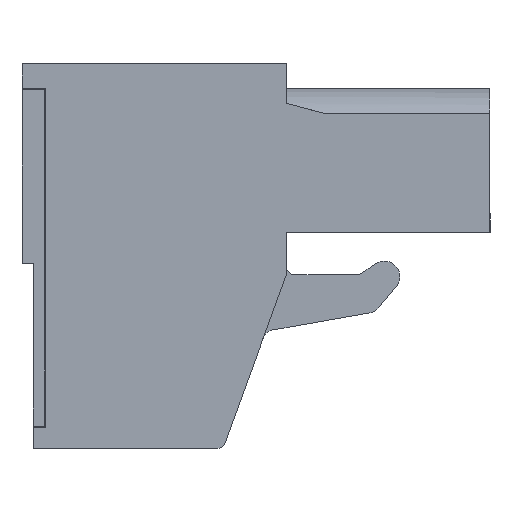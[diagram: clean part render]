
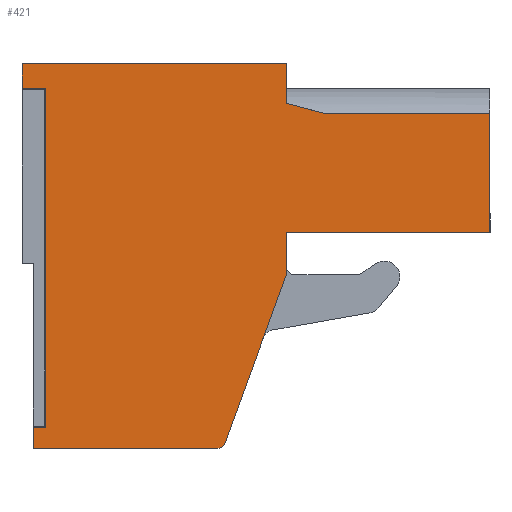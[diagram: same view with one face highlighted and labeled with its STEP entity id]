
A CAD part, front view. The second image highlights one B-rep face of the part: STEP entity #421.
In plain terms, the highlighted planar face has unit normal (0, -1, 0).
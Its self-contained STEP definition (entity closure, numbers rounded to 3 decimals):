
#421 = ADVANCED_FACE( '', ( #990 ), #991, .F. );
#990 = FACE_OUTER_BOUND( '', #1725, .T. );
#991 = PLANE( '', #1726 );
#1725 = EDGE_LOOP( '', ( #2932, #2933, #2934, #2935, #2936, #2937, #2938, #2939, #2940, #2941, #2942, #2943, #2944, #2945, #2946 ) );
#1726 = AXIS2_PLACEMENT_3D( '', #2947, #2948, #2949 );
#2932 = ORIENTED_EDGE( '', *, *, #4556, .F. );
#2933 = ORIENTED_EDGE( '', *, *, #4557, .T. );
#2934 = ORIENTED_EDGE( '', *, *, #4260, .F. );
#2935 = ORIENTED_EDGE( '', *, *, #4254, .F. );
#2936 = ORIENTED_EDGE( '', *, *, #4558, .F. );
#2937 = ORIENTED_EDGE( '', *, *, #4250, .T. );
#2938 = ORIENTED_EDGE( '', *, *, #4286, .F. );
#2939 = ORIENTED_EDGE( '', *, *, #4559, .F. );
#2940 = ORIENTED_EDGE( '', *, *, #4390, .T. );
#2941 = ORIENTED_EDGE( '', *, *, #4560, .F. );
#2942 = ORIENTED_EDGE( '', *, *, #4561, .T. );
#2943 = ORIENTED_EDGE( '', *, *, #4562, .F. );
#2944 = ORIENTED_EDGE( '', *, *, #4563, .F. );
#2945 = ORIENTED_EDGE( '', *, *, #4564, .F. );
#2946 = ORIENTED_EDGE( '', *, *, #4565, .F. );
#2947 = CARTESIAN_POINT( '', ( 92.3, 20.4, -0.7 ) );
#2948 = DIRECTION( '', ( 0., 1., 0. ) );
#2949 = DIRECTION( '', ( 1., 0., 0. ) );
#4250 = EDGE_CURVE( '', #5096, #5094, #5097, .F. );
#4254 = EDGE_CURVE( '', #5100, #5102, #5103, .T. );
#4260 = EDGE_CURVE( '', #5102, #5111, #5112, .T. );
#4286 = EDGE_CURVE( '', #5155, #5094, #5157, .T. );
#4390 = EDGE_CURVE( '', #5327, #5328, #5329, .T. );
#4556 = EDGE_CURVE( '', #5587, #5588, #5589, .T. );
#4557 = EDGE_CURVE( '', #5587, #5111, #5590, .T. );
#4558 = EDGE_CURVE( '', #5096, #5100, #5591, .T. );
#4559 = EDGE_CURVE( '', #5327, #5155, #5592, .T. );
#4560 = EDGE_CURVE( '', #5593, #5328, #5594, .T. );
#4561 = EDGE_CURVE( '', #5593, #5595, #5596, .T. );
#4562 = EDGE_CURVE( '', #5597, #5595, #5598, .T. );
#4563 = EDGE_CURVE( '', #5599, #5597, #5600, .T. );
#4564 = EDGE_CURVE( '', #5601, #5599, #5602, .T. );
#4565 = EDGE_CURVE( '', #5588, #5601, #5603, .T. );
#5094 = VERTEX_POINT( '', #6290 );
#5096 = VERTEX_POINT( '', #6293 );
#5097 = CIRCLE( '', #6294, 0.3 );
#5100 = VERTEX_POINT( '', #6298 );
#5102 = VERTEX_POINT( '', #6301 );
#5103 = LINE( '', #6302, #6303 );
#5111 = VERTEX_POINT( '', #6312 );
#5112 = LINE( '', #6313, #6314 );
#5155 = VERTEX_POINT( '', #6375 );
#5157 = LINE( '', #6378, #6379 );
#5327 = VERTEX_POINT( '', #6610 );
#5328 = VERTEX_POINT( '', #6611 );
#5329 = LINE( '', #6612, #6613 );
#5587 = VERTEX_POINT( '', #6985 );
#5588 = VERTEX_POINT( '', #6986 );
#5589 = LINE( '', #6987, #6988 );
#5590 = LINE( '', #6989, #6990 );
#5591 = LINE( '', #6991, #6992 );
#5592 = LINE( '', #6993, #6994 );
#5593 = VERTEX_POINT( '', #6995 );
#5594 = LINE( '', #6996, #6997 );
#5595 = VERTEX_POINT( '', #6998 );
#5596 = LINE( '', #6999, #7000 );
#5597 = VERTEX_POINT( '', #7001 );
#5598 = LINE( '', #7002, #7003 );
#5599 = VERTEX_POINT( '', #7004 );
#5600 = LINE( '', #7005, #7006 );
#5601 = VERTEX_POINT( '', #7007 );
#5602 = LINE( '', #7008, #7009 );
#5603 = LINE( '', #7010, #7011 );
#6290 = CARTESIAN_POINT( '', ( 81.624, 20.4, -9.203 ) );
#6293 = CARTESIAN_POINT( '', ( 81.342, 20.4, -9.4 ) );
#6294 = AXIS2_PLACEMENT_3D( '', #7707, #7708, #7709 );
#6298 = CARTESIAN_POINT( '', ( 73.9, 20.4, -9.4 ) );
#6301 = CARTESIAN_POINT( '', ( 73.9, 20.4, -8.55 ) );
#6302 = CARTESIAN_POINT( '', ( 73.9, 20.4, -8.24 ) );
#6303 = VECTOR( '', #7712, 1000. );
#6312 = CARTESIAN_POINT( '', ( 74.4, 20.4, -8.55 ) );
#6313 = CARTESIAN_POINT( '', ( 74.45, 20.4, -8.55 ) );
#6314 = VECTOR( '', #7720, 1000. );
#6375 = CARTESIAN_POINT( '', ( 84.1, 20.4, -2.4 ) );
#6378 = CARTESIAN_POINT( '', ( 81.734, 20.4, -8.9 ) );
#6379 = VECTOR( '', #7743, 1000. );
#6610 = CARTESIAN_POINT( '', ( 84.1, 20.4, -0.7 ) );
#6611 = CARTESIAN_POINT( '', ( 92.3, 20.4, -0.7 ) );
#6612 = CARTESIAN_POINT( '', ( 92.4, 20.4, -0.7 ) );
#6613 = VECTOR( '', #7859, 1000. );
#6985 = CARTESIAN_POINT( '', ( 74.4, 20.4, 5.1 ) );
#6986 = CARTESIAN_POINT( '', ( 73.45, 20.4, 5.1 ) );
#6987 = CARTESIAN_POINT( '', ( 73.25, 20.4, 5.1 ) );
#6988 = VECTOR( '', #8016, 1000. );
#6989 = CARTESIAN_POINT( '', ( 74.4, 20.4, -8.09 ) );
#6990 = VECTOR( '', #8017, 1000. );
#6991 = CARTESIAN_POINT( '', ( 73.75, 20.4, -9.4 ) );
#6992 = VECTOR( '', #8018, 1000. );
#6993 = CARTESIAN_POINT( '', ( 84.1, 20.4, 4.5 ) );
#6994 = VECTOR( '', #8019, 1000. );
#6995 = CARTESIAN_POINT( '', ( 92.3, 20.4, 4.1 ) );
#6996 = CARTESIAN_POINT( '', ( 92.3, 20.4, 3.2 ) );
#6997 = VECTOR( '', #8020, 1000. );
#6998 = CARTESIAN_POINT( '', ( 85.593, 20.4, 4.1 ) );
#6999 = CARTESIAN_POINT( '', ( 85.593, 20.4, 4.1 ) );
#7000 = VECTOR( '', #8021, 1000. );
#7001 = CARTESIAN_POINT( '', ( 84.1, 20.4, 4.5 ) );
#7002 = CARTESIAN_POINT( '', ( 85.593, 20.4, 4.1 ) );
#7003 = VECTOR( '', #8022, 1000. );
#7004 = CARTESIAN_POINT( '', ( 84.1, 20.4, 6.1 ) );
#7005 = CARTESIAN_POINT( '', ( 84.1, 20.4, 4.5 ) );
#7006 = VECTOR( '', #8023, 1000. );
#7007 = CARTESIAN_POINT( '', ( 73.45, 20.4, 6.1 ) );
#7008 = CARTESIAN_POINT( '', ( 84.1, 20.4, 6.1 ) );
#7009 = VECTOR( '', #8024, 1000. );
#7010 = CARTESIAN_POINT( '', ( 73.45, 20.4, 6.1 ) );
#7011 = VECTOR( '', #8025, 1000. );
#7707 = CARTESIAN_POINT( '', ( 81.342, 20.4, -9.1 ) );
#7708 = DIRECTION( '', ( 0., 1., 0. ) );
#7709 = DIRECTION( '', ( 1., 0., 0. ) );
#7712 = DIRECTION( '', ( 0., 0., 1. ) );
#7720 = DIRECTION( '', ( 1., 0., 0. ) );
#7743 = DIRECTION( '', ( -0.342, 0., -0.94 ) );
#7859 = DIRECTION( '', ( 1., 0., 0. ) );
#8016 = DIRECTION( '', ( -1., 0., 0. ) );
#8017 = DIRECTION( '', ( 0., 0., -1. ) );
#8018 = DIRECTION( '', ( -1., 0., 0. ) );
#8019 = DIRECTION( '', ( 0., 0., -1. ) );
#8020 = DIRECTION( '', ( 0., 0., -1. ) );
#8021 = DIRECTION( '', ( -1., 0., 0. ) );
#8022 = DIRECTION( '', ( 0.966, 0., -0.259 ) );
#8023 = DIRECTION( '', ( 0., 0., -1. ) );
#8024 = DIRECTION( '', ( 1., 0., 0. ) );
#8025 = DIRECTION( '', ( 0., 0., 1. ) );
